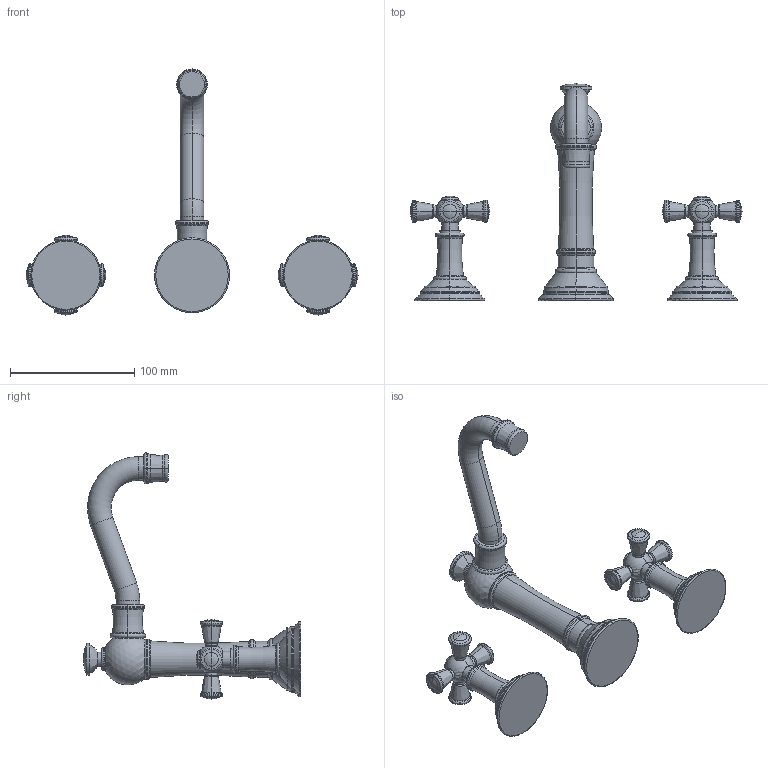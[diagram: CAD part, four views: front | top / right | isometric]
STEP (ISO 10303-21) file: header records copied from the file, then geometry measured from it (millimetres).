
FILE_DESCRIPTION((''),'2;1');
FILE_NAME('2460','2020-11-27T11:27:15',('jinson.thomas'),(''),'CREO PARAMETRIC BY PTC INC, 2018400','CREO PARAMETRIC BY PTC INC, 2018400','');
FILE_SCHEMA(('CONFIG_CONTROL_DESIGN'));
Length unit declared in the file: inch
Products named in the file (1): 2460
Bounding box: 267.41 x 175.06 x 198.27 mm (x, y, z)
Volume: 317387.3 mm3; surface area: 63897.6 mm2
Topology: 3 solids, 3 shells, 379 faces, 836 edges, 458 vertices
Faces by surface type: torus 224, cylinder 70, sphere 28, bspline 26, plane 23, cone 8
Entity records: 10742 total; most frequent: DIRECTION 2244, CARTESIAN_POINT 2059, ORIENTED_EDGE 1616, AXIS2_PLACEMENT_3D 1083, EDGE_CURVE 808, CIRCLE 730, VERTEX_POINT 458, EDGE_LOOP 402
